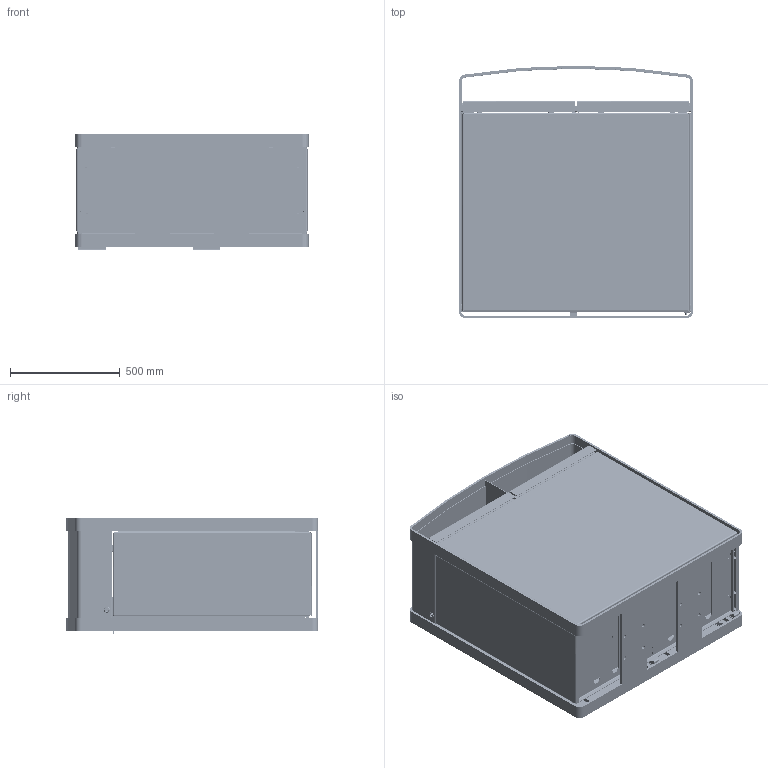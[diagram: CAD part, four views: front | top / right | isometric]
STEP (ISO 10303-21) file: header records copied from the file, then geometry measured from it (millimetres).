
FILE_DESCRIPTION (( 'STEP AP203' ), '1' );
FILE_NAME ('STLB.100WS2.STEP', '2021-02-23T07:51:51', ( '' ), ( '' ), 'SwSTEP 2.0', 'SolidWorks 2020', '' );
FILE_SCHEMA (( 'CONFIG_CONTROL_DESIGN' ));
Length unit declared in the file: millimetre
Products named in the file (86): STLB Cas Lock strip; STLB.100WS2-Frame Back Strip; STLB.100WS2- Back Panel; STLB.100WS2- Frame Outside Strip; STLB Door Hinge Reinf; STLB.100- Door; STLB Door Axle Mount; STLB Axle; STLB.100- Door Assembly_Door 1; STLB Lock Arm; STLB.100WS2 Devider; STLB.100WS2-Frame Top plate; STLB.100 Trash Insert; Handle FOB NINGBO; STLB Door Handle; STLB Door Pos.; STLB Lock Pin; STLB Frame Lock Pin Slide; STLB Frame Trash insert connect; STLB.WS-Frame Hinge reinf; STLB Con strip Back; STLB Lock Arm2; STLB Door Lock Reinf; socket set screw flat point_iso_ISO 4026 - M6 x 8-N; STLB Frame Lock End; hex screw gradeab_iso_ISO 4017 - M5 x 12-N; STLB.100-Door Panel; STLB Frame Glide plate Right; STLB.100- Door Assembly_Door 2; STLB.100-Door Mid Reinf; STLB Lock Pos pin; STLB.WS-Frame Bottom Strip; plain washer normal grade a_iso_Washer ISO 7089 - 5; STLB.100WS2-Frame Outside TopStrip; STLB IPS Lock 8mm triangle; STLB.100-Insert Side1; STLB Frame Panel Connect; STLB Casette; STLB.100-Garbage Side 1; STLB Side Panel ...
Assembly tree (279 placements, depth 4):
  STLB.100WS2
    STLB.100WS2 Frame Assembly_Closed
      STLB.100WS2 Frame
        STLB.100WS2- Frame Outside Strip  x4
        STLB.100WS2-Frame Outside TopStrip  x2
        STLB.100WS2-Frame Top plate
        STLB.100WS2-Frame Bottom
        STLB.100WS2-Frame Front Strip
        STLB Frame Bottom Reinf  x4
        STLB.100WS2-Frame Back Strip
        STLB Frame Lock Offset
        STLB.WS Frame Lock Connect
        STLB Frame Lock End
        STLB Frame Panel Connect  x3
        STLB Frame Back Panel connect  x4
        STLB Frame Trash insert connect  x4
        STLB Frame Glide plate Left
        STLB Frame Glide plate Right
        STLB.WS-Frame Bottom Strip  x2
        STLB.WS-Frame Lock Connect Mid
        STLB.WS-Frame Glide plate Mid
        STLB.WS-Frame Hinge reinf
        STLB.100WS2 Devider
        STLB Frame Axle holder
      STLB Axle
        STLB Door Axle
        STLB Door Axle Mount
      slotted pan shoulder screw_din_DIN 923 - M5 x 12 --- 7N  x14
      PE Spacer 15x2.5x8.2.  x27
      Bush-PA 6x8x10x10x2 DIN1494  x6
      hex screw gradeab_iso_ISO 4017 - M5 x 16-N  x3
      plain washer normal grade a_iso_Washer ISO 7089 - 5  x22
      hex screw gradeab_iso_ISO 4017 - M5 x 12-N  x11
      socket set screw flat point_iso_ISO 4026 - M6 x 8-N  x6
      STLB Lock Axle Holder  x4
      STLB.70S2-Lock Axle
      STLB Lock Arm2  x2
      Adjusting Ring DIN 705A Inox A1  x6
      STLB Lock Arm  x2
      socket countersunk head screw_iso_ISO 10642 - M5 x 30 - 30N  x8
      STLB Casette
        STLB Cas Lock strip
        STLB Lock Pin  x2
      STLB Axle
        STLB Door Axle
        STLB Door Axle Mount
      STLB Casette
        STLB Cas Lock strip
        STLB Lock Pin  x2
      STLB Lock Pos pin
        STLB Frame Lock Pin Slide Plate
        STLB Frame Lock Pin Slide
      socket countersunk head screw_iso_ISO 10642 - M5 x 12 - 12N  x4
      STLB Lock Pos pin
        STLB Frame Lock Pin Slide Plate
        STLB Frame Lock Pin Slide
      STLB IPS Lock 8mm triangle
        _1-100-1-1
        _1-100-2
      STLB IPS Lock 8mm triangle
Bounding box: 1065 x 1150 x 531 mm (x, y, z)
Volume: 30336383.2 mm3; surface area: 21069294.3 mm2
Topology: 260 solids, 260 shells, 6679 faces, 15715 edges, 9582 vertices
Faces by surface type: plane 3737, cylinder 1869, cone 792, torus 176, bspline 105
Entity records: 84390 total; most frequent: CARTESIAN_POINT 14750, DIRECTION 11730, ORIENTED_EDGE 11170, EDGE_CURVE 5585, VECTOR 4070, LINE 4070, AXIS2_PLACEMENT_3D 3830, VERTEX_POINT 3467
